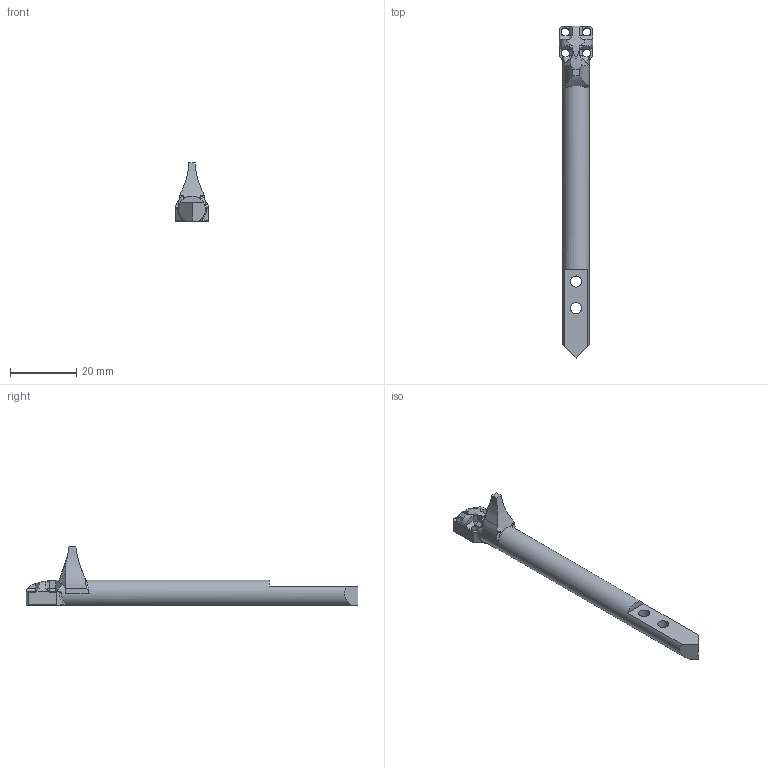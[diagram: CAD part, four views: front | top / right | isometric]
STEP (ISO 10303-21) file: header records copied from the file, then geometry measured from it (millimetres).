
FILE_DESCRIPTION (( 'STEP AP214' ), '1' );
FILE_NAME ('3in_drone_arm_v1.STEP', '2025-07-26T01:28:20', ( '' ), ( '' ), 'SwSTEP 2.0', 'SolidWorks 2024', '' );
FILE_SCHEMA (( 'AUTOMOTIVE_DESIGN' ));
Length unit declared in the file: millimetre
Products named in the file (1): 3in_drone_arm_v1
Bounding box: 10 x 100 x 17.5 mm (x, y, z)
Volume: 4562.7 mm3; surface area: 2986.4 mm2
Topology: 1 solids, 1 shells, 143 faces, 385 edges, 241 vertices
Faces by surface type: plane 79, cone 26, cylinder 23, bspline 11, torus 4
Entity records: 5145 total; most frequent: CARTESIAN_POINT 1790, ORIENTED_EDGE 770, DIRECTION 603, EDGE_CURVE 385, VERTEX_POINT 241, AXIS2_PLACEMENT_3D 208, LINE 187, VECTOR 187
